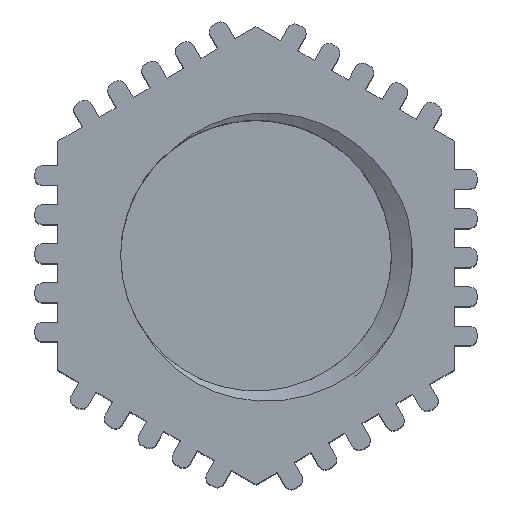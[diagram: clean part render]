
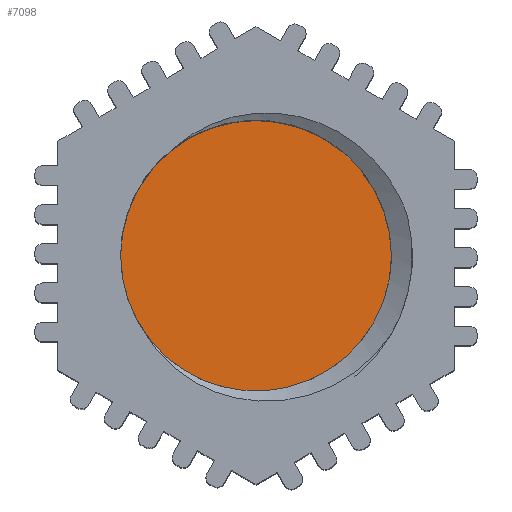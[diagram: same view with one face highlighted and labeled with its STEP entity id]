
A CAD part, top view. The second image highlights one B-rep face of the part: STEP entity #7098.
In plain terms, the highlighted planar face has unit normal (0, 0, 1).
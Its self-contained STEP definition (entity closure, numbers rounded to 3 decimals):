
#223 = CARTESIAN_POINT ( 'NONE',  ( -3.46, 0., 6.8 ) ) ;
#283 = DIRECTION ( 'NONE',  ( 0., 0., 1. ) ) ;
#538 = PLANE ( 'NONE',  #2886 ) ;
#683 = ORIENTED_EDGE ( 'NONE', *, *, #7418, .T. ) ;
#1550 = DIRECTION ( 'NONE',  ( 0., 0., 1. ) ) ;
#1820 = DIRECTION ( 'NONE',  ( -1., 0., 0. ) ) ;
#2093 = CIRCLE ( 'NONE', #2262, 3.46 ) ;
#2262 = AXIS2_PLACEMENT_3D ( 'NONE', #4172, #283, #4808 ) ;
#2665 = CIRCLE ( 'NONE', #5106, 3.46 ) ;
#2886 = AXIS2_PLACEMENT_3D ( 'NONE', #5079, #5714, #1820 ) ;
#4094 = CARTESIAN_POINT ( 'NONE',  ( 3.46, 0., 6.8 ) ) ;
#4166 = VERTEX_POINT ( 'NONE', #4094 ) ;
#4172 = CARTESIAN_POINT ( 'NONE',  ( 0., 0., 6.8 ) ) ;
#4808 = DIRECTION ( 'NONE',  ( -1., 0., 0. ) ) ;
#4955 = ORIENTED_EDGE ( 'NONE', *, *, #6446, .T. ) ;
#5079 = CARTESIAN_POINT ( 'NONE',  ( 0., 0., 6.8 ) ) ;
#5106 = AXIS2_PLACEMENT_3D ( 'NONE', #5460, #1550, #6118 ) ;
#5460 = CARTESIAN_POINT ( 'NONE',  ( 0., 0., 6.8 ) ) ;
#5522 = FACE_OUTER_BOUND ( 'NONE', #5559, .T. ) ;
#5531 = VERTEX_POINT ( 'NONE', #223 ) ;
#5559 = EDGE_LOOP ( 'NONE', ( #4955, #683 ) ) ;
#5714 = DIRECTION ( 'NONE',  ( 0., 0., -1. ) ) ;
#6118 = DIRECTION ( 'NONE',  ( -1., 0., 0. ) ) ;
#6446 = EDGE_CURVE ( 'NONE', #5531, #4166, #2665, .T. ) ;
#7098 = ADVANCED_FACE ( 'NONE', ( #5522 ), #538, .F. ) ;
#7418 = EDGE_CURVE ( 'NONE', #4166, #5531, #2093, .T. ) ;
